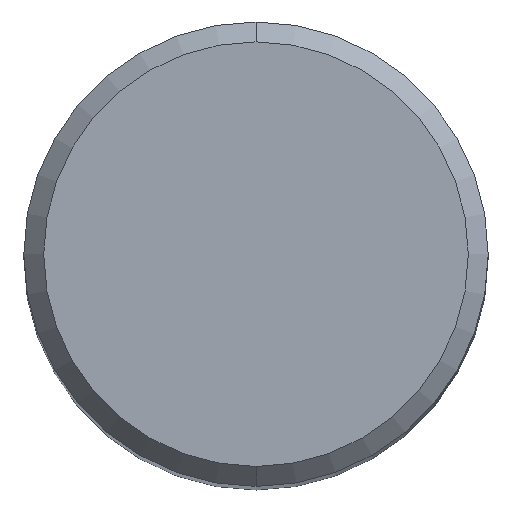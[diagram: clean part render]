
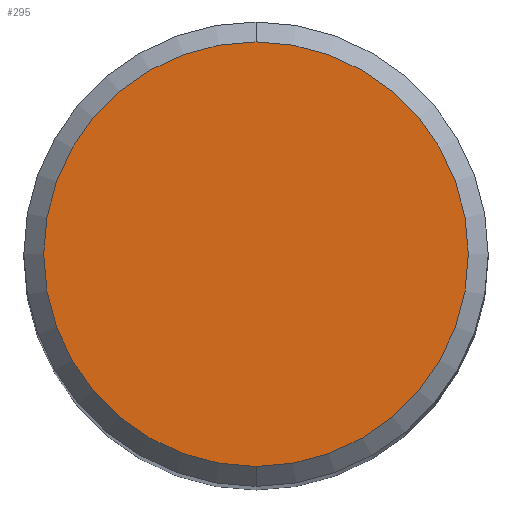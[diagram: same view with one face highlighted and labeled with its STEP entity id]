
A CAD part, top view. The second image highlights one B-rep face of the part: STEP entity #295.
In plain terms, the highlighted planar face has unit normal (0, 0, 1).
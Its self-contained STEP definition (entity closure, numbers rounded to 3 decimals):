
#295=ADVANCED_FACE('',(#614),#615,.T.);
#299=EDGE_CURVE('',#427,#339,#619,.T.);
#339=VERTEX_POINT('',#660);
#355=EDGE_CURVE('',#339,#427,#679,.T.);
#427=VERTEX_POINT('',#761);
#614=FACE_OUTER_BOUND('',#1164,.T.);
#615=PLANE('',#1165);
#619=CIRCLE('',#1172,6.4);
#660=CARTESIAN_POINT('',(0.0,6.4,0.0));
#679=CIRCLE('',#1256,6.4);
#761=CARTESIAN_POINT('',(0.,-6.4,0.0));
#1164=EDGE_LOOP('',(#1656,#1657));
#1165=AXIS2_PLACEMENT_3D('',#1658,#1659,#1660);
#1172=AXIS2_PLACEMENT_3D('',#1662,#1663,#1664);
#1256=AXIS2_PLACEMENT_3D('',#1724,#1725,#1726);
#1656=ORIENTED_EDGE('',*,*,#355,.F.);
#1657=ORIENTED_EDGE('',*,*,#299,.F.);
#1658=CARTESIAN_POINT('',(0.0,3.2,0.0));
#1659=DIRECTION('',(-0.0,0.0,1.0));
#1660=DIRECTION('',(0.0,-1.0,0.0));
#1662=CARTESIAN_POINT('',(0.0,0.0,0.0));
#1663=DIRECTION('',(0.0,0.0,-1.0));
#1664=DIRECTION('',(0.0,1.0,0.0));
#1724=CARTESIAN_POINT('',(0.0,0.0,0.0));
#1725=DIRECTION('',(0.0,0.0,-1.0));
#1726=DIRECTION('',(0.0,1.0,0.0));
